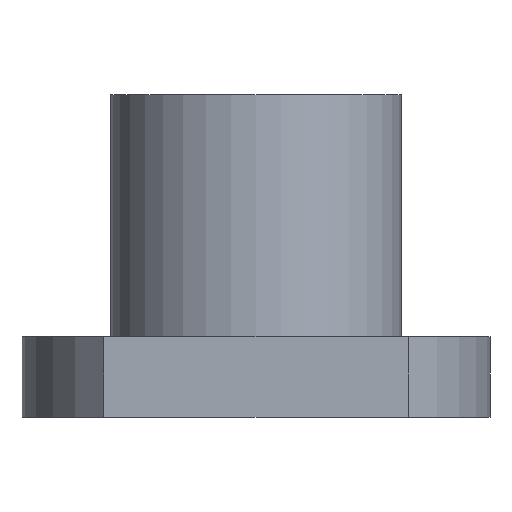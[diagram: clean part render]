
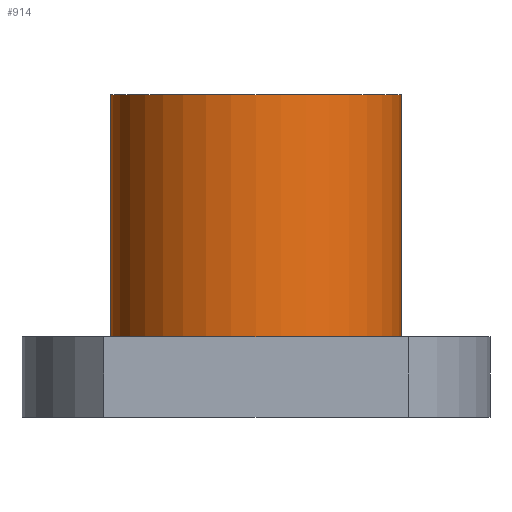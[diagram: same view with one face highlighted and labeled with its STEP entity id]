
A CAD part, front view. The second image highlights one B-rep face of the part: STEP entity #914.
In plain terms, the highlighted cylindrical face has radius 18 mm (diameter 36 mm), a partial arc.
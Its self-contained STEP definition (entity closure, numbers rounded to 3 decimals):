
#220=DIRECTION('',(0.,0.,1.));
#221=VECTOR('',#220,30.);
#222=CARTESIAN_POINT('',(18.,0.,10.));
#223=LINE('',#222,#221);
#224=CARTESIAN_POINT('',(0.,0.,10.));
#225=DIRECTION('',(0.,0.,1.));
#226=DIRECTION('',(-1.,0.,0.));
#227=AXIS2_PLACEMENT_3D('',#224,#225,#226);
#229=DIRECTION('',(0.,0.,1.));
#230=VECTOR('',#229,30.);
#231=CARTESIAN_POINT('',(-18.,0.,10.));
#232=LINE('',#231,#230);
#238=CARTESIAN_POINT('',(0.,0.,40.));
#239=DIRECTION('',(0.,0.,1.));
#240=DIRECTION('',(-1.,0.,0.));
#241=AXIS2_PLACEMENT_3D('',#238,#239,#240);
#579=CARTESIAN_POINT('',(18.,0.,40.));
#580=CARTESIAN_POINT('',(-18.,0.,40.));
#581=VERTEX_POINT('',#579);
#582=VERTEX_POINT('',#580);
#583=CARTESIAN_POINT('',(18.,0.,10.));
#584=CARTESIAN_POINT('',(-18.,0.,10.));
#585=VERTEX_POINT('',#583);
#586=VERTEX_POINT('',#584);
#902=CARTESIAN_POINT('',(0.,0.,0.));
#903=DIRECTION('',(0.,0.,1.));
#904=DIRECTION('',(1.,0.,0.));
#905=AXIS2_PLACEMENT_3D('',#902,#903,#904);
#906=CYLINDRICAL_SURFACE('',#905,18.);
#907=ORIENTED_EDGE('',*,*,#846,.F.);
#908=ORIENTED_EDGE('',*,*,#897,.T.);
#910=ORIENTED_EDGE('',*,*,#909,.T.);
#911=ORIENTED_EDGE('',*,*,#893,.F.);
#912=EDGE_LOOP('',(#907,#908,#910,#911));
#913=FACE_OUTER_BOUND('',#912,.F.);
#228=CIRCLE('',#227,18.);
#242=CIRCLE('',#241,18.);
#846=EDGE_CURVE('',#586,#585,#228,.T.);
#893=EDGE_CURVE('',#585,#581,#223,.T.);
#897=EDGE_CURVE('',#586,#582,#232,.T.);
#909=EDGE_CURVE('',#582,#581,#242,.T.);
#914=ADVANCED_FACE('',(#913),#906,.T.);
